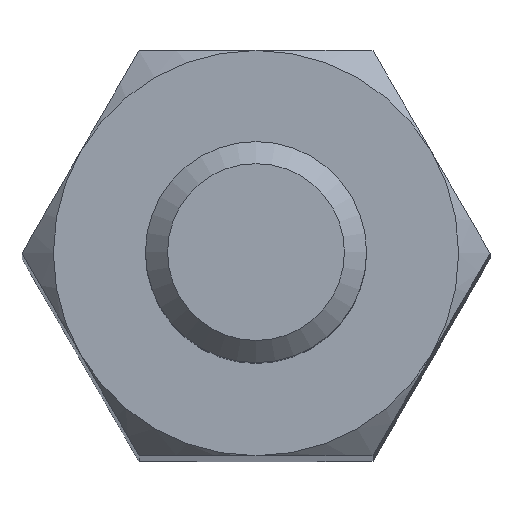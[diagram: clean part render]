
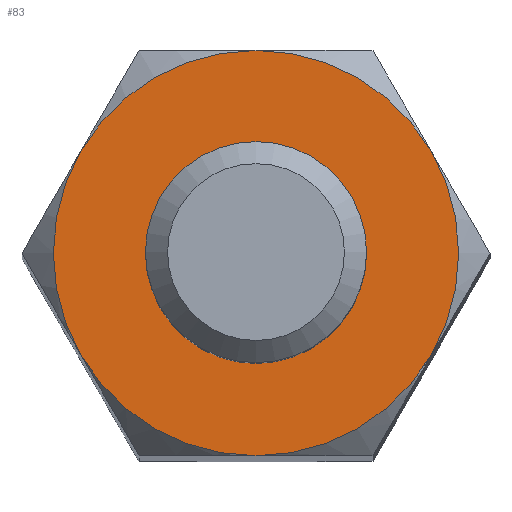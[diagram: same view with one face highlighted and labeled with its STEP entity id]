
A CAD part, top view. The second image highlights one B-rep face of the part: STEP entity #83.
In plain terms, the highlighted planar face has unit normal (0, 0, 1).
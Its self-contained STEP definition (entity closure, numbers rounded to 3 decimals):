
#83 = ADVANCED_FACE( '', ( #183, #184 ), #185, .F. );
#183 = FACE_BOUND( '', #295, .T. );
#184 = FACE_OUTER_BOUND( '', #296, .T. );
#185 = PLANE( '', #297 );
#295 = EDGE_LOOP( '', ( #457 ) );
#296 = EDGE_LOOP( '', ( #458, #459, #460, #461, #462, #463 ) );
#297 = AXIS2_PLACEMENT_3D( '', #464, #465, #466 );
#457 = ORIENTED_EDGE( '', *, *, #633, .T. );
#458 = ORIENTED_EDGE( '', *, *, #627, .T. );
#459 = ORIENTED_EDGE( '', *, *, #634, .T. );
#460 = ORIENTED_EDGE( '', *, *, #635, .T. );
#461 = ORIENTED_EDGE( '', *, *, #616, .T. );
#462 = ORIENTED_EDGE( '', *, *, #636, .T. );
#463 = ORIENTED_EDGE( '', *, *, #637, .T. );
#464 = CARTESIAN_POINT( '', ( 0., 0., 0. ) );
#465 = DIRECTION( '', ( 0., 0., -1. ) );
#466 = DIRECTION( '', ( -1., 0., 0. ) );
#616 = EDGE_CURVE( '', #719, #722, #724, .F. );
#627 = EDGE_CURVE( '', #694, #737, #739, .F. );
#633 = EDGE_CURVE( '', #747, #747, #748, .T. );
#634 = EDGE_CURVE( '', #737, #749, #750, .F. );
#635 = EDGE_CURVE( '', #749, #719, #751, .F. );
#636 = EDGE_CURVE( '', #722, #752, #753, .F. );
#637 = EDGE_CURVE( '', #752, #694, #754, .T. );
#694 = VERTEX_POINT( '', #839 );
#719 = VERTEX_POINT( '', #876 );
#722 = VERTEX_POINT( '', #884 );
#724 = CIRCLE( '', #893, 2.75 );
#737 = VERTEX_POINT( '', #930 );
#739 = CIRCLE( '', #939, 2.75 );
#747 = VERTEX_POINT( '', #962 );
#748 = CIRCLE( '', #963, 1.3 );
#749 = VERTEX_POINT( '', #964 );
#750 = CIRCLE( '', #965, 2.75 );
#751 = CIRCLE( '', #966, 2.75 );
#752 = VERTEX_POINT( '', #967 );
#753 = CIRCLE( '', #968, 2.75 );
#754 = CIRCLE( '', #969, 2.75 );
#839 = CARTESIAN_POINT( '', ( -2.382, 1.375, 0. ) );
#876 = CARTESIAN_POINT( '', ( 2.382, -1.375, 0. ) );
#884 = CARTESIAN_POINT( '', ( 2.382, 1.375, 0. ) );
#893 = AXIS2_PLACEMENT_3D( '', #1107, #1108, #1109 );
#930 = CARTESIAN_POINT( '', ( -2.382, -1.375, 0. ) );
#939 = AXIS2_PLACEMENT_3D( '', #1112, #1113, #1114 );
#962 = CARTESIAN_POINT( '', ( -1.3, 0., 0. ) );
#963 = AXIS2_PLACEMENT_3D( '', #1116, #1117, #1118 );
#964 = CARTESIAN_POINT( '', ( 0., -2.75, 0. ) );
#965 = AXIS2_PLACEMENT_3D( '', #1119, #1120, #1121 );
#966 = AXIS2_PLACEMENT_3D( '', #1122, #1123, #1124 );
#967 = CARTESIAN_POINT( '', ( 0., 2.75, 0. ) );
#968 = AXIS2_PLACEMENT_3D( '', #1125, #1126, #1127 );
#969 = AXIS2_PLACEMENT_3D( '', #1128, #1129, #1130 );
#1107 = CARTESIAN_POINT( '', ( 0., 0., 0. ) );
#1108 = DIRECTION( '', ( 0., 0., -1. ) );
#1109 = DIRECTION( '', ( -1., 0., 0. ) );
#1112 = CARTESIAN_POINT( '', ( 0., 0., 0. ) );
#1113 = DIRECTION( '', ( 0., 0., -1. ) );
#1114 = DIRECTION( '', ( -1., 0., 0. ) );
#1116 = CARTESIAN_POINT( '', ( 0., 0., 0. ) );
#1117 = DIRECTION( '', ( 0., 0., -1. ) );
#1118 = DIRECTION( '', ( -1., 0., 0. ) );
#1119 = CARTESIAN_POINT( '', ( 0., 0., 0. ) );
#1120 = DIRECTION( '', ( 0., 0., -1. ) );
#1121 = DIRECTION( '', ( -1., 0., 0. ) );
#1122 = CARTESIAN_POINT( '', ( 0., 0., 0. ) );
#1123 = DIRECTION( '', ( 0., 0., -1. ) );
#1124 = DIRECTION( '', ( -1., 0., 0. ) );
#1125 = CARTESIAN_POINT( '', ( 0., 0., 0. ) );
#1126 = DIRECTION( '', ( 0., 0., -1. ) );
#1127 = DIRECTION( '', ( -1., 0., 0. ) );
#1128 = CARTESIAN_POINT( '', ( 0., 0., 0. ) );
#1129 = DIRECTION( '', ( 0., 0., 1. ) );
#1130 = DIRECTION( '', ( 1., 0., 0. ) );
